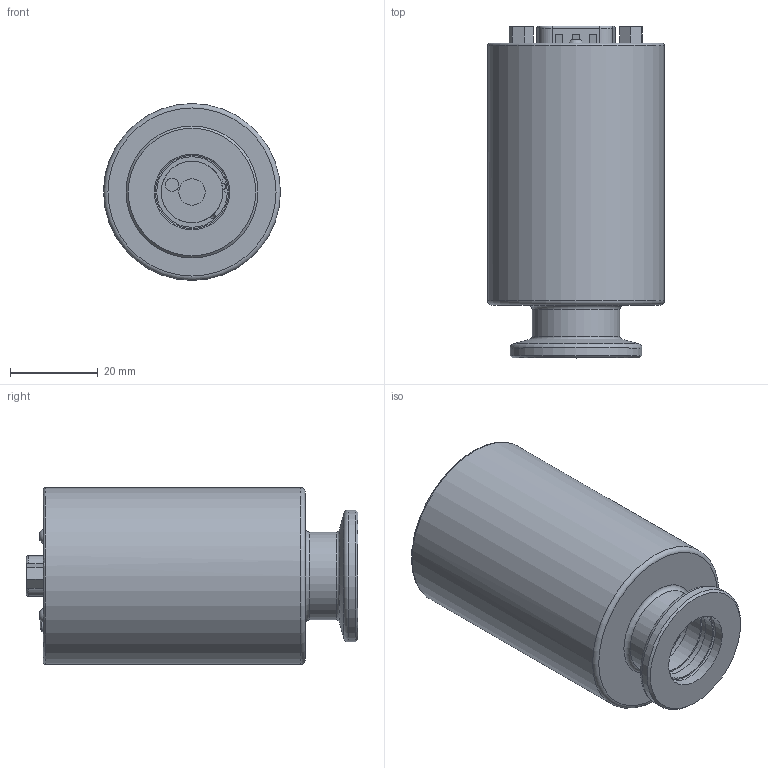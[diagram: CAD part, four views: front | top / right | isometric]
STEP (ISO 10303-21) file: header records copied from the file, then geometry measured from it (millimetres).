
FILE_DESCRIPTION(/* description */ (''),/* implementation_level */ '2;1');
FILE_NAME(/* name */ 'VPM-15-10xxxxx2.step',/* time_stamp */ '2021-10-04T14:06:58+02:00',/* author */ (''),/* organization */ (''),/* preprocessor_version */ 'ST-DEVELOPER v18.1',/* originating_system */ 'Autodesk Translation Framework v10.10.0.1391',/* authorisation */ '');
FILE_SCHEMA (('AUTOMOTIVE_DESIGN { 1 0 10303 214 3 1 1 }'));
Length unit declared in the file: millimetre
Products named in the file (1): Vacuum Transducer VPM-15/17 DN16KF
Bounding box: 40.2 x 75.45 x 40.2 mm (x, y, z)
Volume: 77412.2 mm3; surface area: 14022.2 mm2
Topology: 1 solids, 4 shells, 526 faces, 1314 edges, 828 vertices
Faces by surface type: plane 280, cylinder 172, torus 30, bspline 25, cone 16, sphere 3
Full cylindrical faces by diameter (mm): 1.3 x1, 1.5 x1, 2 x2, 2.2 x2, 2.845 x1, 3 x2, 3.1 x4, 3.302 x1, 3.5 x1, 3.547 x2, 4 x2, 4.1 x2, 4.6 x2, 5.3 x2, 5.4 x1, 5.7 x2, 6 x1, 16 x3, 16.8 x2, 17.2 x1, 20 x1, 30 x1, 40.2 x1
Entity records: 18334 total; most frequent: CARTESIAN_POINT 5688, ORIENTED_EDGE 2624, DIRECTION 2618, EDGE_CURVE 1312, AXIS2_PLACEMENT_3D 930, VERTEX_POINT 828, LINE 758, VECTOR 758
